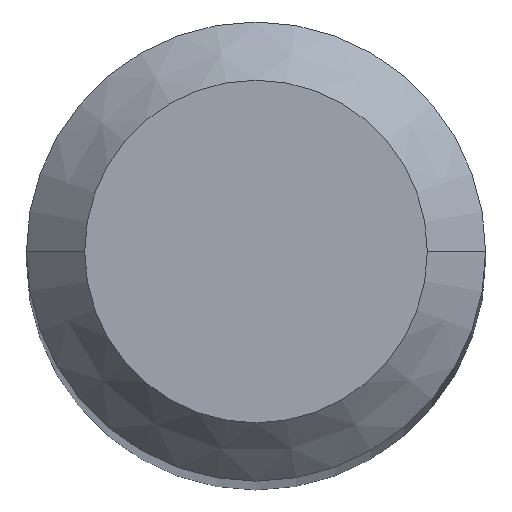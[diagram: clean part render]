
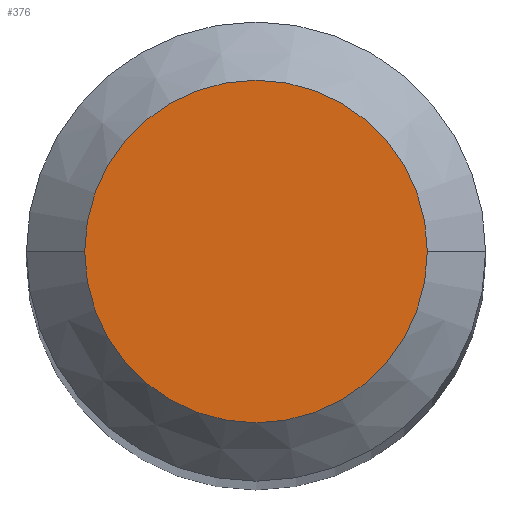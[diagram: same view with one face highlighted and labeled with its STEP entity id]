
A CAD part, top view. The second image highlights one B-rep face of the part: STEP entity #376.
In plain terms, the highlighted planar face has unit normal (0, 0, 1).
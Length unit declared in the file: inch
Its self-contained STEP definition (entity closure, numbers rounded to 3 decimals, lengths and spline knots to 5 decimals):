
#5 = AXIS2_PLACEMENT_3D ( 'NONE', #386, #105, #362 ) ;
#10 = DIRECTION ( 'NONE',  ( 0., 0., -1. ) ) ;
#38 = EDGE_LOOP ( 'NONE', ( #344, #229 ) ) ;
#70 = EDGE_CURVE ( 'NONE', #372, #219, #367, .T. ) ;
#82 = CARTESIAN_POINT ( 'NONE',  ( 0., 0.04405, 0. ) ) ;
#84 = AXIS2_PLACEMENT_3D ( 'NONE', #419, #130, #433 ) ;
#105 = DIRECTION ( 'NONE',  ( 0., 0., 1. ) ) ;
#127 = PLANE ( 'NONE',  #136 ) ;
#130 = DIRECTION ( 'NONE',  ( 0., 0., 1. ) ) ;
#136 = AXIS2_PLACEMENT_3D ( 'NONE', #82, #10, #267 ) ;
#162 = FACE_OUTER_BOUND ( 'NONE', #38, .T. ) ;
#176 = EDGE_CURVE ( 'NONE', #219, #372, #456, .T. ) ;
#197 = CARTESIAN_POINT ( 'NONE',  ( 0.04405, 0., 0. ) ) ;
#219 = VERTEX_POINT ( 'NONE', #423 ) ;
#229 = ORIENTED_EDGE ( 'NONE', *, *, #70, .T. ) ;
#267 = DIRECTION ( 'NONE',  ( -1., 0., 0. ) ) ;
#344 = ORIENTED_EDGE ( 'NONE', *, *, #176, .T. ) ;
#362 = DIRECTION ( 'NONE',  ( 1., 0., 0. ) ) ;
#367 = CIRCLE ( 'NONE', #5, 0.04405 ) ;
#372 = VERTEX_POINT ( 'NONE', #197 ) ;
#376 = ADVANCED_FACE ( 'NONE', ( #162 ), #127, .F. ) ;
#386 = CARTESIAN_POINT ( 'NONE',  ( 0., 0., 0. ) ) ;
#419 = CARTESIAN_POINT ( 'NONE',  ( 0., 0., 0. ) ) ;
#423 = CARTESIAN_POINT ( 'NONE',  ( -0.04405, 0., 0. ) ) ;
#433 = DIRECTION ( 'NONE',  ( 1., 0., 0. ) ) ;
#456 = CIRCLE ( 'NONE', #84, 0.04405 ) ;
